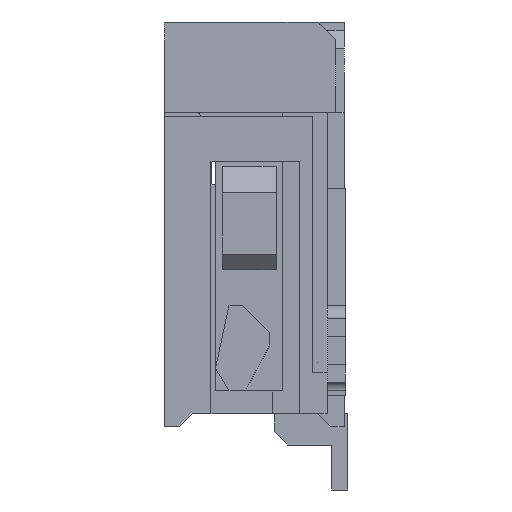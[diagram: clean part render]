
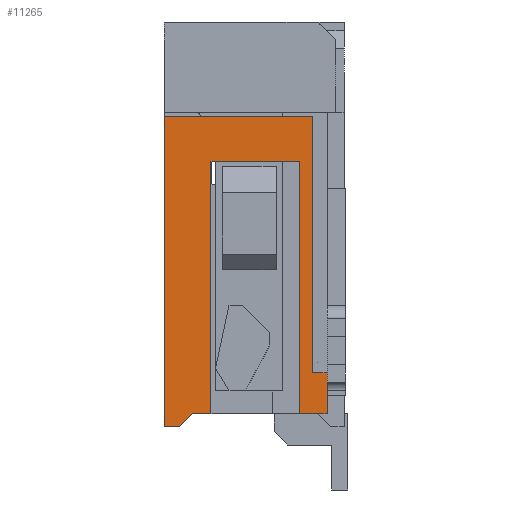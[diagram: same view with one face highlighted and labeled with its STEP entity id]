
A CAD part, left-side view. The second image highlights one B-rep face of the part: STEP entity #11265.
In plain terms, the highlighted planar face has unit normal (-1, 0, 0).
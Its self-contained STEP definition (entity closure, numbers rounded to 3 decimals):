
#13=DIRECTION('',(0.,-1.,0.));
#14=VECTOR('',#13,0.17);
#15=CARTESIAN_POINT('',(-8.3,2.,0.));
#16=LINE('',#15,#14);
#417=DIRECTION('',(0.,1.,0.));
#418=VECTOR('',#417,0.16);
#419=CARTESIAN_POINT('',(-8.3,0.19,0.6));
#420=LINE('',#419,#418);
#421=DIRECTION('',(0.,0.,1.));
#422=VECTOR('',#421,0.1);
#423=CARTESIAN_POINT('',(-8.3,0.19,0.5));
#424=LINE('',#423,#422);
#425=DIRECTION('',(0.,0.,-1.));
#426=VECTOR('',#425,0.35);
#427=CARTESIAN_POINT('',(-8.3,0.19,0.5));
#428=LINE('',#427,#426);
#429=DIRECTION('',(0.,0.,-1.));
#430=VECTOR('',#429,2.8);
#431=CARTESIAN_POINT('',(-8.3,0.5,2.95));
#432=LINE('',#431,#430);
#433=DIRECTION('',(0.,0.,1.));
#434=VECTOR('',#433,2.8);
#435=CARTESIAN_POINT('',(-8.3,1.48,0.15));
#436=LINE('',#435,#434);
#437=DIRECTION('',(0.,1.,0.));
#438=VECTOR('',#437,0.2);
#439=CARTESIAN_POINT('',(-8.3,1.48,0.15));
#440=LINE('',#439,#438);
#441=DIRECTION('',(0.,-0.707,0.707));
#442=VECTOR('',#441,0.212);
#443=CARTESIAN_POINT('',(-8.3,1.83,0.));
#444=LINE('',#443,#442);
#445=DIRECTION('',(0.,0.,1.));
#446=VECTOR('',#445,3.45);
#447=CARTESIAN_POINT('',(-8.3,2.,0.));
#448=LINE('',#447,#446);
#449=DIRECTION('',(0.,-1.,0.));
#450=VECTOR('',#449,1.65);
#451=CARTESIAN_POINT('',(-8.3,2.,3.45));
#452=LINE('',#451,#450);
#453=DIRECTION('',(0.,0.,-1.));
#454=VECTOR('',#453,2.85);
#455=CARTESIAN_POINT('',(-8.3,0.35,3.45));
#456=LINE('',#455,#454);
#3246=DIRECTION('',(0.,-1.,0.));
#3247=VECTOR('',#3246,0.31);
#3248=CARTESIAN_POINT('',(-8.3,0.5,0.15));
#3249=LINE('',#3248,#3247);
#7875=DIRECTION('',(0.,-1.,0.));
#7876=VECTOR('',#7875,0.98);
#7877=CARTESIAN_POINT('',(-8.3,1.48,2.95));
#7878=LINE('',#7877,#7876);
#8160=CARTESIAN_POINT('',(-8.3,2.,0.));
#8162=VERTEX_POINT('',#8160);
#8261=CARTESIAN_POINT('',(-8.3,1.83,0.));
#8263=VERTEX_POINT('',#8261);
#8267=CARTESIAN_POINT('',(-8.3,1.68,0.15));
#8268=VERTEX_POINT('',#8267);
#8271=CARTESIAN_POINT('',(-8.3,1.48,0.15));
#8272=VERTEX_POINT('',#8271);
#10062=CARTESIAN_POINT('',(-8.3,2.,3.45));
#10064=VERTEX_POINT('',#10062);
#10065=CARTESIAN_POINT('',(-8.3,0.35,3.45));
#10066=VERTEX_POINT('',#10065);
#10157=CARTESIAN_POINT('',(-8.3,0.35,0.6));
#10158=VERTEX_POINT('',#10157);
#10177=CARTESIAN_POINT('',(-8.3,1.48,2.95));
#10178=VERTEX_POINT('',#10177);
#10191=CARTESIAN_POINT('',(-8.3,0.5,2.95));
#10192=CARTESIAN_POINT('',(-8.3,0.5,0.15));
#10193=VERTEX_POINT('',#10191);
#10194=VERTEX_POINT('',#10192);
#10220=CARTESIAN_POINT('',(-8.3,0.19,0.15));
#10222=VERTEX_POINT('',#10220);
#10539=CARTESIAN_POINT('',(-8.3,0.19,0.6));
#10540=VERTEX_POINT('',#10539);
#10545=CARTESIAN_POINT('',(-8.3,0.19,0.5));
#10546=VERTEX_POINT('',#10545);
#11234=CARTESIAN_POINT('',(-8.3,2.,0.));
#11235=DIRECTION('',(-1.,0.,0.));
#11236=DIRECTION('',(0.,-1.,0.));
#11237=AXIS2_PLACEMENT_3D('',#11234,#11235,#11236);
#11238=PLANE('',#11237);
#11240=ORIENTED_EDGE('',*,*,#11239,.F.);
#11242=ORIENTED_EDGE('',*,*,#11241,.F.);
#11244=ORIENTED_EDGE('',*,*,#11243,.T.);
#11246=ORIENTED_EDGE('',*,*,#11245,.F.);
#11248=ORIENTED_EDGE('',*,*,#11247,.F.);
#11250=ORIENTED_EDGE('',*,*,#11249,.F.);
#11252=ORIENTED_EDGE('',*,*,#11251,.F.);
#11254=ORIENTED_EDGE('',*,*,#11253,.T.);
#11255=ORIENTED_EDGE('',*,*,#11225,.F.);
#11256=ORIENTED_EDGE('',*,*,#10814,.F.);
#11258=ORIENTED_EDGE('',*,*,#11257,.T.);
#11260=ORIENTED_EDGE('',*,*,#11259,.T.);
#11262=ORIENTED_EDGE('',*,*,#11261,.T.);
#11263=EDGE_LOOP('',(#11240,#11242,#11244,#11246,#11248,#11250,#11252,#11254,
#11255,#11256,#11258,#11260,#11262));
#11264=FACE_OUTER_BOUND('',#11263,.F.);
#11265=ADVANCED_FACE('',(#11264),#11238,.T.);
#10814=EDGE_CURVE('',#8162,#8263,#16,.T.);
#11225=EDGE_CURVE('',#8263,#8268,#444,.T.);
#11239=EDGE_CURVE('',#10540,#10158,#420,.T.);
#11241=EDGE_CURVE('',#10546,#10540,#424,.T.);
#11243=EDGE_CURVE('',#10546,#10222,#428,.T.);
#11245=EDGE_CURVE('',#10194,#10222,#3249,.T.);
#11247=EDGE_CURVE('',#10193,#10194,#432,.T.);
#11249=EDGE_CURVE('',#10178,#10193,#7878,.T.);
#11251=EDGE_CURVE('',#8272,#10178,#436,.T.);
#11253=EDGE_CURVE('',#8272,#8268,#440,.T.);
#11257=EDGE_CURVE('',#8162,#10064,#448,.T.);
#11259=EDGE_CURVE('',#10064,#10066,#452,.T.);
#11261=EDGE_CURVE('',#10066,#10158,#456,.T.);
